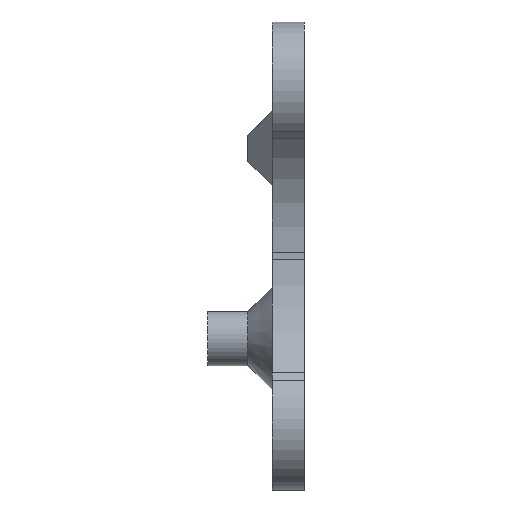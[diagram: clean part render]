
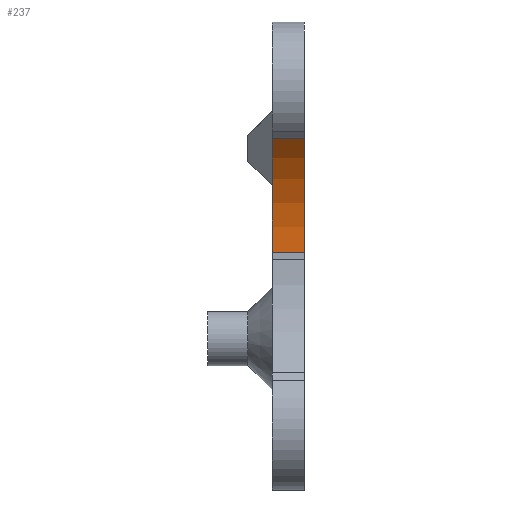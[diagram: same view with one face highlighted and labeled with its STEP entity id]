
A CAD part, left-side view. The second image highlights one B-rep face of the part: STEP entity #237.
In plain terms, the highlighted cylindrical face has radius 10 mm (diameter 20 mm), a partial arc.
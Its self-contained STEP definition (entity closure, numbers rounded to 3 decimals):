
#1 = CARTESIAN_POINT ( 'NONE',  ( -20.029, 2., 0.23 ) ) ;
#55 = ORIENTED_EDGE ( 'NONE', *, *, #576, .F. ) ;
#65 = DIRECTION ( 'NONE',  ( 0., 1., 0. ) ) ;
#219 = CARTESIAN_POINT ( 'NONE',  ( -10.029, 2., 0.23 ) ) ;
#226 = CIRCLE ( 'NONE', #229, 10. ) ;
#229 = AXIS2_PLACEMENT_3D ( 'NONE', #1, #1297, #1183 ) ;
#237 = ADVANCED_FACE ( 'NONE', ( #474 ), #948, .F. ) ;
#269 = EDGE_CURVE ( 'NONE', #658, #663, #1097, .T. ) ;
#336 = LINE ( 'NONE', #219, #746 ) ;
#390 = ORIENTED_EDGE ( 'NONE', *, *, #269, .F. ) ;
#431 = CARTESIAN_POINT ( 'NONE',  ( -12.958, 0., 7.301 ) ) ;
#447 = AXIS2_PLACEMENT_3D ( 'NONE', #1215, #1474, #501 ) ;
#456 = EDGE_CURVE ( 'NONE', #959, #742, #336, .T. ) ;
#474 = FACE_OUTER_BOUND ( 'NONE', #634, .T. ) ;
#501 = DIRECTION ( 'NONE',  ( 0., 0., 1. ) ) ;
#529 = DIRECTION ( 'NONE',  ( 0., 0., 1. ) ) ;
#576 = EDGE_CURVE ( 'NONE', #742, #658, #226, .T. ) ;
#579 = CARTESIAN_POINT ( 'NONE',  ( -12.958, 2., 7.301 ) ) ;
#634 = EDGE_LOOP ( 'NONE', ( #55, #1428, #912, #390 ) ) ;
#658 = VERTEX_POINT ( 'NONE', #579 ) ;
#663 = VERTEX_POINT ( 'NONE', #431 ) ;
#742 = VERTEX_POINT ( 'NONE', #1393 ) ;
#746 = VECTOR ( 'NONE', #1127, 1000. ) ;
#760 = CARTESIAN_POINT ( 'NONE',  ( -10.029, 0., 0.23 ) ) ;
#830 = AXIS2_PLACEMENT_3D ( 'NONE', #899, #65, #529 ) ;
#899 = CARTESIAN_POINT ( 'NONE',  ( -20.029, 0., 0.23 ) ) ;
#912 = ORIENTED_EDGE ( 'NONE', *, *, #1359, .F. ) ;
#948 = CYLINDRICAL_SURFACE ( 'NONE', #447, 10. ) ;
#959 = VERTEX_POINT ( 'NONE', #760 ) ;
#1088 = VECTOR ( 'NONE', #1351, 1000. ) ;
#1097 = LINE ( 'NONE', #1346, #1088 ) ;
#1127 = DIRECTION ( 'NONE',  ( 0., 1., 0. ) ) ;
#1183 = DIRECTION ( 'NONE',  ( 0., 0., 1. ) ) ;
#1215 = CARTESIAN_POINT ( 'NONE',  ( -20.029, 2., 0.23 ) ) ;
#1220 = CIRCLE ( 'NONE', #830, 10. ) ;
#1297 = DIRECTION ( 'NONE',  ( 0., -1., 0. ) ) ;
#1346 = CARTESIAN_POINT ( 'NONE',  ( -12.958, 0., 7.301 ) ) ;
#1351 = DIRECTION ( 'NONE',  ( 0., -1., 0. ) ) ;
#1359 = EDGE_CURVE ( 'NONE', #663, #959, #1220, .T. ) ;
#1393 = CARTESIAN_POINT ( 'NONE',  ( -10.029, 2., 0.23 ) ) ;
#1428 = ORIENTED_EDGE ( 'NONE', *, *, #456, .F. ) ;
#1474 = DIRECTION ( 'NONE',  ( 0., 1., 0. ) ) ;
